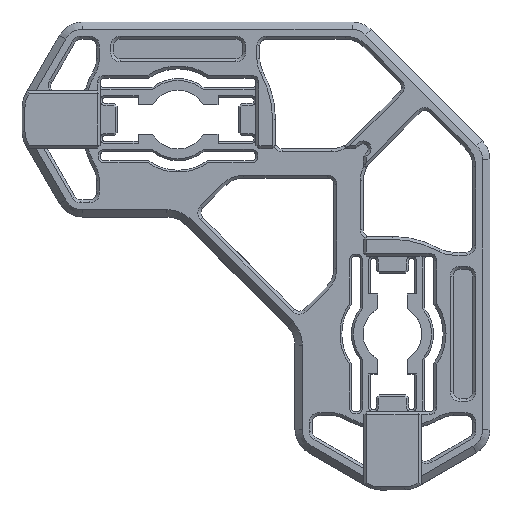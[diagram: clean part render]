
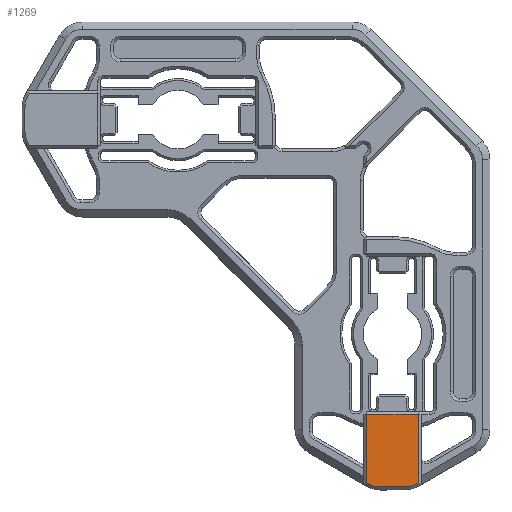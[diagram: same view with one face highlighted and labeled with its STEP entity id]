
A CAD part, top view. The second image highlights one B-rep face of the part: STEP entity #1269.
In plain terms, the highlighted planar face has unit normal (0, 0, 1).
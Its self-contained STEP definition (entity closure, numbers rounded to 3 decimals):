
#23 = EDGE_LOOP ( 'NONE', ( #7886, #4070, #12846, #12319, #11092, #2514, #2998, #9549 ) ) ;
#556 = CARTESIAN_POINT ( 'NONE',  ( 19.35, -33.876, 9.1 ) ) ;
#620 = VECTOR ( 'NONE', #1600, 1000. ) ;
#988 = DIRECTION ( 'NONE',  ( 1., 0., 0. ) ) ;
#1269 = ADVANCED_FACE ( 'NONE', ( #14104 ), #3662, .T. ) ;
#1285 = EDGE_CURVE ( 'NONE', #11407, #13911, #15243, .T. ) ;
#1600 = DIRECTION ( 'NONE',  ( 0.866, -0.5, 0. ) ) ;
#1867 = CARTESIAN_POINT ( 'NONE',  ( 24.65, -34., 9.1 ) ) ;
#2514 = ORIENTED_EDGE ( 'NONE', *, *, #3188, .F. ) ;
#2524 = CARTESIAN_POINT ( 'NONE',  ( 19.34, -37.71, 9.1 ) ) ;
#2720 = DIRECTION ( 'NONE',  ( 1., 0., 0. ) ) ;
#2728 = EDGE_CURVE ( 'NONE', #10259, #14854, #13400, .T. ) ;
#2995 = DIRECTION ( 'NONE',  ( 0., 0., -1. ) ) ;
#2998 = ORIENTED_EDGE ( 'NONE', *, *, #8820, .F. ) ;
#3024 = AXIS2_PLACEMENT_3D ( 'NONE', #2524, #6646, #988 ) ;
#3111 = VECTOR ( 'NONE', #4853, 1000. ) ;
#3188 = EDGE_CURVE ( 'NONE', #12644, #9950, #10108, .T. ) ;
#3315 = AXIS2_PLACEMENT_3D ( 'NONE', #8077, #13915, #18498 ) ;
#3344 = VECTOR ( 'NONE', #14825, 1000. ) ;
#3662 = PLANE ( 'NONE',  #3024 ) ;
#3976 = LINE ( 'NONE', #11632, #12725 ) ;
#4070 = ORIENTED_EDGE ( 'NONE', *, *, #2728, .F. ) ;
#4280 = CARTESIAN_POINT ( 'NONE',  ( 22., -30.3, 9.1 ) ) ;
#4853 = DIRECTION ( 'NONE',  ( 0., 1., 0. ) ) ;
#5199 = LINE ( 'NONE', #9677, #13283 ) ;
#6646 = DIRECTION ( 'NONE',  ( 0., 0., 1. ) ) ;
#6870 = CARTESIAN_POINT ( 'NONE',  ( 23.263, -37.7, 9.1 ) ) ;
#7316 = CARTESIAN_POINT ( 'NONE',  ( 24.488, -37.372, 9.1 ) ) ;
#7571 = CARTESIAN_POINT ( 'NONE',  ( 24.65, -37.278, 9.1 ) ) ;
#7850 = VECTOR ( 'NONE', #15944, 1000. ) ;
#7886 = ORIENTED_EDGE ( 'NONE', *, *, #8894, .F. ) ;
#7919 = CARTESIAN_POINT ( 'NONE',  ( 23.263, -35.25, 9.1 ) ) ;
#8077 = CARTESIAN_POINT ( 'NONE',  ( 20.737, -35.25, 9.1 ) ) ;
#8256 = DIRECTION ( 'NONE',  ( -1., 0., 0. ) ) ;
#8613 = CARTESIAN_POINT ( 'NONE',  ( 20.737, -37.7, 9.1 ) ) ;
#8820 = EDGE_CURVE ( 'NONE', #11107, #12644, #3976, .T. ) ;
#8875 = CARTESIAN_POINT ( 'NONE',  ( 19.35, -37.278, 9.1 ) ) ;
#8894 = EDGE_CURVE ( 'NONE', #14854, #17841, #17378, .T. ) ;
#9475 = AXIS2_PLACEMENT_3D ( 'NONE', #7919, #2995, #2720 ) ;
#9549 = ORIENTED_EDGE ( 'NONE', *, *, #15814, .T. ) ;
#9677 = CARTESIAN_POINT ( 'NONE',  ( 22., -37.7, 9.1 ) ) ;
#9820 = DIRECTION ( 'NONE',  ( -0.866, -0.5, 0. ) ) ;
#9950 = VERTEX_POINT ( 'NONE', #6870 ) ;
#10108 = CIRCLE ( 'NONE', #9475, 2.45 ) ;
#10259 = VERTEX_POINT ( 'NONE', #12191 ) ;
#10312 = LINE ( 'NONE', #8875, #620 ) ;
#10644 = CARTESIAN_POINT ( 'NONE',  ( 24.65, -30.3, 9.1 ) ) ;
#10871 = EDGE_CURVE ( 'NONE', #9950, #11407, #5199, .T. ) ;
#11092 = ORIENTED_EDGE ( 'NONE', *, *, #10871, .F. ) ;
#11107 = VERTEX_POINT ( 'NONE', #7571 ) ;
#11407 = VERTEX_POINT ( 'NONE', #8613 ) ;
#11632 = CARTESIAN_POINT ( 'NONE',  ( 24.65, -37.278, 9.1 ) ) ;
#12191 = CARTESIAN_POINT ( 'NONE',  ( 19.35, -37.278, 9.1 ) ) ;
#12319 = ORIENTED_EDGE ( 'NONE', *, *, #1285, .F. ) ;
#12644 = VERTEX_POINT ( 'NONE', #7316 ) ;
#12725 = VECTOR ( 'NONE', #9820, 1000. ) ;
#12846 = ORIENTED_EDGE ( 'NONE', *, *, #14668, .T. ) ;
#13283 = VECTOR ( 'NONE', #8256, 1000. ) ;
#13400 = LINE ( 'NONE', #556, #3344 ) ;
#13911 = VERTEX_POINT ( 'NONE', #14575 ) ;
#13915 = DIRECTION ( 'NONE',  ( 0., 0., -1. ) ) ;
#14104 = FACE_OUTER_BOUND ( 'NONE', #23, .T. ) ;
#14575 = CARTESIAN_POINT ( 'NONE',  ( 19.512, -37.372, 9.1 ) ) ;
#14668 = EDGE_CURVE ( 'NONE', #10259, #13911, #10312, .T. ) ;
#14825 = DIRECTION ( 'NONE',  ( 0., 1., 0. ) ) ;
#14854 = VERTEX_POINT ( 'NONE', #15572 ) ;
#15243 = CIRCLE ( 'NONE', #3315, 2.45 ) ;
#15572 = CARTESIAN_POINT ( 'NONE',  ( 19.35, -30.3, 9.1 ) ) ;
#15814 = EDGE_CURVE ( 'NONE', #11107, #17841, #16704, .T. ) ;
#15944 = DIRECTION ( 'NONE',  ( 1., 0., 0. ) ) ;
#16704 = LINE ( 'NONE', #1867, #3111 ) ;
#17378 = LINE ( 'NONE', #4280, #7850 ) ;
#17841 = VERTEX_POINT ( 'NONE', #10644 ) ;
#18498 = DIRECTION ( 'NONE',  ( 1., 0., 0. ) ) ;
